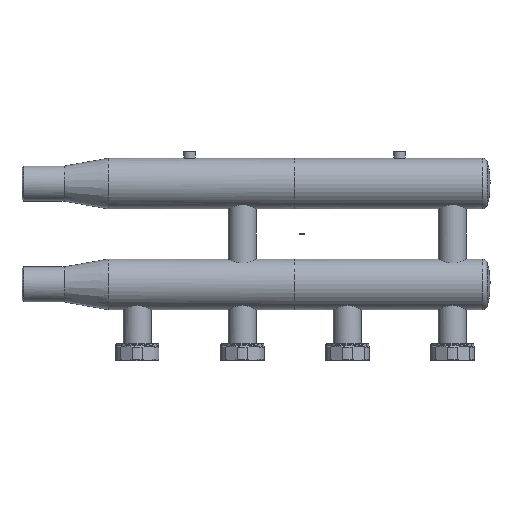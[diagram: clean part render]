
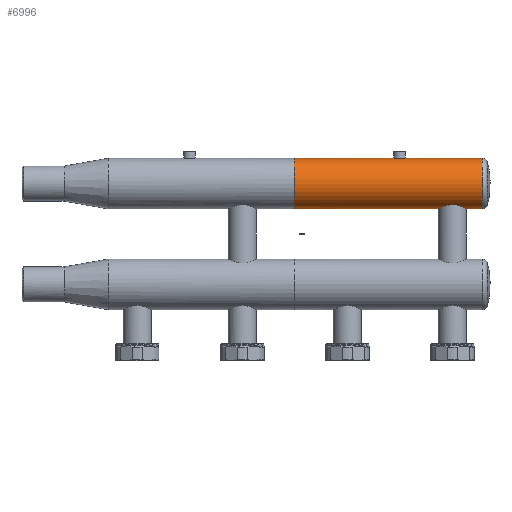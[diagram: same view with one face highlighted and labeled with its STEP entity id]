
A CAD part, top view. The second image highlights one B-rep face of the part: STEP entity #6996.
In plain terms, the highlighted cylindrical face has radius 30.15 mm (diameter 60.3 mm), a partial arc.
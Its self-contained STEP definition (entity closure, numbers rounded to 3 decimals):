
#6835=CARTESIAN_POINT('Vertex',(132.,90.15,0.)) ;
#6854=CARTESIAN_POINT('Vertex',(118.,90.15,0.)) ;
#6875=CARTESIAN_POINT('Control Point',(132.,90.15,0.)) ;
#6876=CARTESIAN_POINT('Control Point',(132.,90.167,1.912)) ;
#6877=CARTESIAN_POINT('Control Point',(131.347,89.979,3.805)) ;
#6878=CARTESIAN_POINT('Control Point',(130.066,89.703,5.396)) ;
#6879=CARTESIAN_POINT('Control Point',(127.788,89.378,6.774)) ;
#6880=CARTESIAN_POINT('Control Point',(125.251,89.318,7.038)) ;
#6881=CARTESIAN_POINT('Control Point',(124.617,89.32,7.032)) ;
#6882=CARTESIAN_POINT('Control Point',(123.361,89.355,6.878)) ;
#6883=CARTESIAN_POINT('Control Point',(122.176,89.454,6.451)) ;
#6884=CARTESIAN_POINT('Control Point',(121.61,89.515,6.172)) ;
#6885=CARTESIAN_POINT('Control Point',(120.027,89.72,5.158)) ;
#6886=CARTESIAN_POINT('Control Point',(118.838,89.951,3.663)) ;
#6887=CARTESIAN_POINT('Control Point',(118.282,90.084,2.504)) ;
#6888=CARTESIAN_POINT('Control Point',(118.,90.161,1.256)) ;
#6889=CARTESIAN_POINT('Control Point',(118.,90.15,0.)) ;
#6913=CARTESIAN_POINT('Axis2P3D Location',(-339.25,60.,0.)) ;
#6918=CARTESIAN_POINT('Line Origine',(-339.25,90.15,0.)) ;
#6922=CARTESIAN_POINT('Vertex',(223.498,90.15,0.)) ;
#6925=CARTESIAN_POINT('Line Origine',(-339.25,90.15,0.)) ;
#6929=CARTESIAN_POINT('Vertex',(0.,90.15,0.)) ;
#6932=CARTESIAN_POINT('Axis2P3D Location',(0.,60.,0.)) ;
#6936=CARTESIAN_POINT('Vertex',(0.,29.85,0.)) ;
#6939=CARTESIAN_POINT('Line Origine',(-339.25,29.85,0.)) ;
#6943=CARTESIAN_POINT('Vertex',(171.,29.85,0.)) ;
#6947=CARTESIAN_POINT('Control Point',(204.5,29.85,0.)) ;
#6948=CARTESIAN_POINT('Control Point',(204.512,29.85,2.399)) ;
#6949=CARTESIAN_POINT('Control Point',(204.07,30.089,4.763)) ;
#6950=CARTESIAN_POINT('Control Point',(203.231,30.553,6.994)) ;
#6951=CARTESIAN_POINT('Control Point',(201.419,31.495,10.088)) ;
#6952=CARTESIAN_POINT('Control Point',(198.935,32.569,12.562)) ;
#6953=CARTESIAN_POINT('Control Point',(197.993,32.944,13.341)) ;
#6954=CARTESIAN_POINT('Control Point',(196.049,33.639,14.669)) ;
#6955=CARTESIAN_POINT('Control Point',(193.869,34.225,15.654)) ;
#6956=CARTESIAN_POINT('Control Point',(192.777,34.467,16.04)) ;
#6957=CARTESIAN_POINT('Control Point',(190.589,34.834,16.608)) ;
#6958=CARTESIAN_POINT('Control Point',(188.303,34.958,16.79)) ;
#6959=CARTESIAN_POINT('Control Point',(187.187,34.958,16.79)) ;
#6960=CARTESIAN_POINT('Control Point',(184.913,34.834,16.608)) ;
#6961=CARTESIAN_POINT('Control Point',(182.737,34.469,16.044)) ;
#6962=CARTESIAN_POINT('Control Point',(181.656,34.23,15.663)) ;
#6963=CARTESIAN_POINT('Control Point',(179.485,33.649,14.687)) ;
#6964=CARTESIAN_POINT('Control Point',(177.545,32.959,13.371)) ;
#6965=CARTESIAN_POINT('Control Point',(176.601,32.583,12.594)) ;
#6966=CARTESIAN_POINT('Control Point',(174.103,31.507,10.121)) ;
#6967=CARTESIAN_POINT('Control Point',(172.279,30.559,7.023)) ;
#6968=CARTESIAN_POINT('Control Point',(171.434,30.091,4.783)) ;
#6969=CARTESIAN_POINT('Control Point',(170.988,29.85,2.41)) ;
#6970=CARTESIAN_POINT('Control Point',(171.,29.85,0.)) ;
#6971=CARTESIAN_POINT('Vertex',(204.5,29.85,0.)) ;
#6974=CARTESIAN_POINT('Line Origine',(-339.25,29.85,0.)) ;
#6978=CARTESIAN_POINT('Vertex',(223.498,29.85,0.)) ;
#6981=CARTESIAN_POINT('Axis2P3D Location',(223.498,60.,0.)) ;
#6914=DIRECTION('Axis2P3D Direction',(1.,0.,0.)) ;
#6915=DIRECTION('Axis2P3D XDirection',(0.,0.,-1.)) ;
#6919=DIRECTION('Vector Direction',(1.,0.,0.)) ;
#6926=DIRECTION('Vector Direction',(1.,0.,0.)) ;
#6933=DIRECTION('Axis2P3D Direction',(1.,0.,0.)) ;
#6940=DIRECTION('Vector Direction',(1.,0.,0.)) ;
#6975=DIRECTION('Vector Direction',(1.,0.,0.)) ;
#6982=DIRECTION('Axis2P3D Direction',(1.,0.,0.)) ;
#6916=AXIS2_PLACEMENT_3D('Cylinder Axis2P3D',#6913,#6914,#6915) ;
#6934=AXIS2_PLACEMENT_3D('Circle Axis2P3D',#6932,#6933,$) ;
#6983=AXIS2_PLACEMENT_3D('Circle Axis2P3D',#6981,#6982,$) ;
#6987=ORIENTED_EDGE('',*,*,#6924,.F.) ;
#6988=ORIENTED_EDGE('',*,*,#6890,.T.) ;
#6989=ORIENTED_EDGE('',*,*,#6931,.F.) ;
#6990=ORIENTED_EDGE('',*,*,#6938,.F.) ;
#6991=ORIENTED_EDGE('',*,*,#6945,.F.) ;
#6992=ORIENTED_EDGE('',*,*,#6973,.F.) ;
#6993=ORIENTED_EDGE('',*,*,#6980,.F.) ;
#6994=ORIENTED_EDGE('',*,*,#6985,.F.) ;
#6920=VECTOR('Line Direction',#6919,1.) ;
#6927=VECTOR('Line Direction',#6926,1.) ;
#6941=VECTOR('Line Direction',#6940,1.) ;
#6976=VECTOR('Line Direction',#6975,1.) ;
#6996=ADVANCED_FACE('550020_8.1\\PartBody',(#6995),#6917,.T.) ;
#6874=B_SPLINE_CURVE_WITH_KNOTS('',5,(#6875,#6876,#6877,#6878,#6879,#6880,#6881,#6882,#6883,#6884,#6885,#6886,#6887,#6888,#6889),.UNSPECIFIED.,.F.,.U.,(6,3,3,3,6),(0.,9.446,12.561,15.675,21.879),.UNSPECIFIED.) ;
#6946=B_SPLINE_CURVE_WITH_KNOTS('',5,(#6947,#6948,#6949,#6950,#6951,#6952,#6953,#6954,#6955,#6956,#6957,#6958,#6959,#6960,#6961,#6962,#6963,#6964,#6965,#6966,#6967,#6968,#6969,#6970),.UNSPECIFIED.,.F.,.U.,(6,3,3,3,3,3,3,6),(0.,11.829,18.161,24.004,29.511,35.294,41.627,53.505),.UNSPECIFIED.) ;
#6935=CIRCLE('generated circle',#6934,30.15) ;
#6984=CIRCLE('generated circle',#6983,30.15) ;
#6917=CYLINDRICAL_SURFACE('generated cylinder',#6916,30.15) ;
#6890=EDGE_CURVE('',#6836,#6855,#6874,.T.) ;
#6924=EDGE_CURVE('',#6836,#6923,#6921,.T.) ;
#6931=EDGE_CURVE('',#6930,#6855,#6928,.T.) ;
#6938=EDGE_CURVE('',#6937,#6930,#6935,.F.) ;
#6945=EDGE_CURVE('',#6944,#6937,#6942,.F.) ;
#6973=EDGE_CURVE('',#6972,#6944,#6946,.T.) ;
#6980=EDGE_CURVE('',#6979,#6972,#6977,.F.) ;
#6985=EDGE_CURVE('',#6923,#6979,#6984,.T.) ;
#6986=EDGE_LOOP('',(#6987,#6988,#6989,#6990,#6991,#6992,#6993,#6994)) ;
#6995=FACE_OUTER_BOUND('',#6986,.T.) ;
#6921=LINE('Line',#6918,#6920) ;
#6928=LINE('Line',#6925,#6927) ;
#6942=LINE('Line',#6939,#6941) ;
#6977=LINE('Line',#6974,#6976) ;
#6836=VERTEX_POINT('',#6835) ;
#6855=VERTEX_POINT('',#6854) ;
#6923=VERTEX_POINT('',#6922) ;
#6930=VERTEX_POINT('',#6929) ;
#6937=VERTEX_POINT('',#6936) ;
#6944=VERTEX_POINT('',#6943) ;
#6972=VERTEX_POINT('',#6971) ;
#6979=VERTEX_POINT('',#6978) ;
